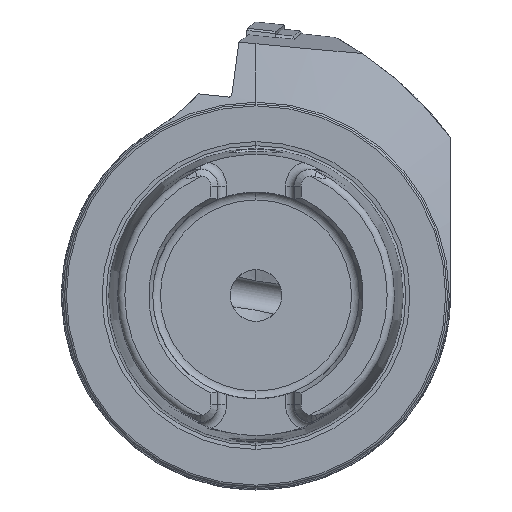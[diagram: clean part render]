
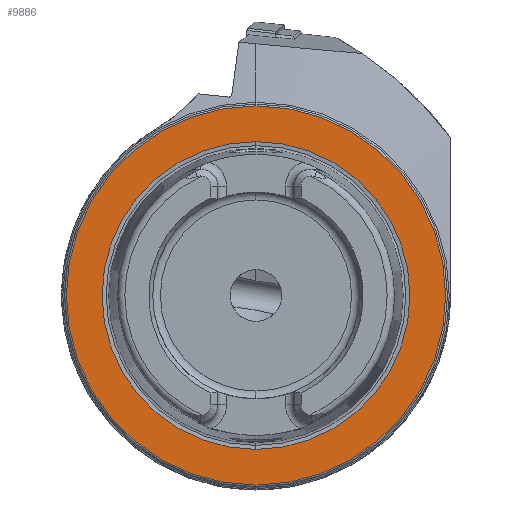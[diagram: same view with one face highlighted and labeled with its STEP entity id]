
A CAD part, left-side view. The second image highlights one B-rep face of the part: STEP entity #9886.
In plain terms, the highlighted planar face has unit normal (-1, 0, 0).
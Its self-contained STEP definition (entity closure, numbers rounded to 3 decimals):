
#210 = DIRECTION ( 'NONE',  ( 0., 0., 1. ) ) ;
#233 = ORIENTED_EDGE ( 'NONE', *, *, #6387, .T. ) ;
#310 = EDGE_LOOP ( 'NONE', ( #1765, #2087 ) ) ;
#811 = CARTESIAN_POINT ( 'NONE',  ( 0., 0., 0. ) ) ;
#1297 = CARTESIAN_POINT ( 'NONE',  ( 0., 0., 25.324 ) ) ;
#1338 = CARTESIAN_POINT ( 'NONE',  ( 0., 31.2, 0. ) ) ;
#1539 = EDGE_CURVE ( 'NONE', #5195, #10334, #8156, .T. ) ;
#1759 = VERTEX_POINT ( 'NONE', #9140 ) ;
#1765 = ORIENTED_EDGE ( 'NONE', *, *, #3829, .F. ) ;
#2087 = ORIENTED_EDGE ( 'NONE', *, *, #1539, .F. ) ;
#2190 = DIRECTION ( 'NONE',  ( 1., 0., 0. ) ) ;
#2308 = DIRECTION ( 'NONE',  ( -1., 0., 0. ) ) ;
#2320 = ORIENTED_EDGE ( 'NONE', *, *, #7924, .T. ) ;
#2488 = DIRECTION ( 'NONE',  ( -1., 0., 0. ) ) ;
#2699 = DIRECTION ( 'NONE',  ( -1., 0., 0. ) ) ;
#3127 = AXIS2_PLACEMENT_3D ( 'NONE', #6286, #2699, #210 ) ;
#3243 = EDGE_LOOP ( 'NONE', ( #233, #2320 ) ) ;
#3381 = CARTESIAN_POINT ( 'NONE',  ( 0., 0., 31.2 ) ) ;
#3639 = AXIS2_PLACEMENT_3D ( 'NONE', #10897, #5308, #6209 ) ;
#3829 = EDGE_CURVE ( 'NONE', #10334, #5195, #5548, .T. ) ;
#3959 = DIRECTION ( 'NONE',  ( 0., 0., -1. ) ) ;
#3969 = AXIS2_PLACEMENT_3D ( 'NONE', #1338, #2190, #3959 ) ;
#3990 = FACE_OUTER_BOUND ( 'NONE', #3243, .T. ) ;
#4039 = CIRCLE ( 'NONE', #3639, 31.2 ) ;
#4706 = PLANE ( 'NONE',  #3969 ) ;
#5195 = VERTEX_POINT ( 'NONE', #7172 ) ;
#5273 = DIRECTION ( 'NONE',  ( 0., 0., 1. ) ) ;
#5308 = DIRECTION ( 'NONE',  ( -1., 0., 0. ) ) ;
#5368 = AXIS2_PLACEMENT_3D ( 'NONE', #6610, #2308, #8304 ) ;
#5548 = CIRCLE ( 'NONE', #10268, 25.324 ) ;
#6209 = DIRECTION ( 'NONE',  ( 0., 0., 1. ) ) ;
#6286 = CARTESIAN_POINT ( 'NONE',  ( 0., 0., 0. ) ) ;
#6387 = EDGE_CURVE ( 'NONE', #9577, #1759, #8614, .T. ) ;
#6610 = CARTESIAN_POINT ( 'NONE',  ( 0., 0., 0. ) ) ;
#7172 = CARTESIAN_POINT ( 'NONE',  ( 0., 0., -25.324 ) ) ;
#7924 = EDGE_CURVE ( 'NONE', #1759, #9577, #4039, .T. ) ;
#8156 = CIRCLE ( 'NONE', #3127, 25.324 ) ;
#8304 = DIRECTION ( 'NONE',  ( 0., 0., 1. ) ) ;
#8414 = FACE_BOUND ( 'NONE', #310, .T. ) ;
#8614 = CIRCLE ( 'NONE', #5368, 31.2 ) ;
#9140 = CARTESIAN_POINT ( 'NONE',  ( 0., 0., -31.2 ) ) ;
#9577 = VERTEX_POINT ( 'NONE', #3381 ) ;
#9886 = ADVANCED_FACE ( 'NONE', ( #8414, #3990 ), #4706, .F. ) ;
#10268 = AXIS2_PLACEMENT_3D ( 'NONE', #811, #2488, #5273 ) ;
#10334 = VERTEX_POINT ( 'NONE', #1297 ) ;
#10897 = CARTESIAN_POINT ( 'NONE',  ( 0., 0., 0. ) ) ;
